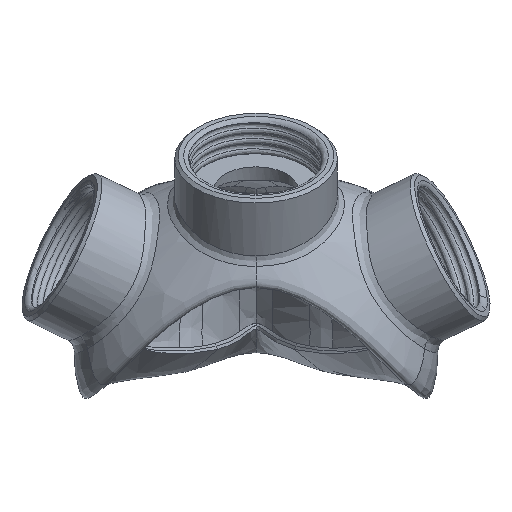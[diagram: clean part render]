
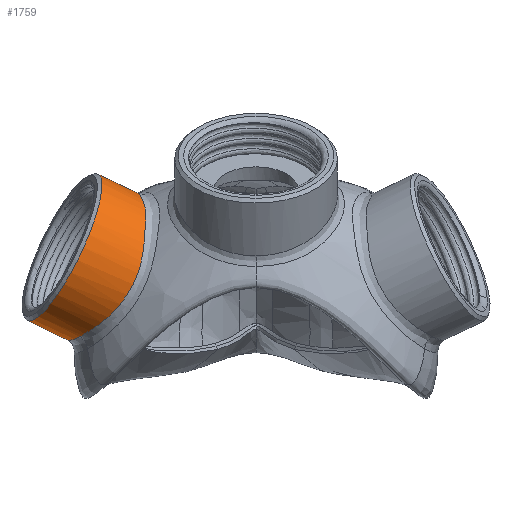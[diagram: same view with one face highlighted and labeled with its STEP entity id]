
A CAD part, front view. The second image highlights one B-rep face of the part: STEP entity #1759.
In plain terms, the highlighted cylindrical face has radius 24 mm (diameter 48 mm), a full revolution.
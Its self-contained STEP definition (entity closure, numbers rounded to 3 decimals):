
#35=LINE('',#4028,#60);
#60=VECTOR('',#1939,24.);
#85=CYLINDRICAL_SURFACE('',#1876,24.);
#104=FACE_OUTER_BOUND('',#209,.T.);
#209=EDGE_LOOP('',(#1163,#1164,#1165,#1166,#1167,#1168));
#342=B_SPLINE_CURVE_WITH_KNOTS('',3,(#3538,#3539,#3540,#3541,#3542,#3543,
#3544,#3545,#3546,#3547,#3548,#3549,#3550,#3551,#3552,#3553,#3554,#3555,
#3556,#3557),.UNSPECIFIED.,.F.,.F.,(4,2,2,2,2,1,1,2,1,1,2,4),(-8.407,
-8.165,-7.966,-7.437,-7.038,
-6.53,-6.276,-6.022,-5.569,
-5.116,-4.209,-3.464),.UNSPECIFIED.);
#343=B_SPLINE_CURVE_WITH_KNOTS('',3,(#3558,#3559,#3560,#3561,#3562,#3563,
#3564,#3565),.UNSPECIFIED.,.F.,.F.,(4,1,1,1,1,4),(-3.464,-3.157,
-2.105,-1.578,-0.526,0.),
 .UNSPECIFIED.);
#348=B_SPLINE_CURVE_WITH_KNOTS('',3,(#3745,#3746,#3747,#3748,#3749,#3750,
#3751,#3752,#3753,#3754,#3755,#3756,#3757,#3758,#3759,#3760,#3761,#3762,
#3763,#3764,#3765,#3766,#3767,#3768,#3769,#3770,#3771,#3772),
 .UNSPECIFIED.,.F.,.F.,(4,1,1,1,1,1,1,2,1,1,2,1,2,2,1,2,2,2,4),(-9.229,
-8.536,-8.305,-7.382,-6.92,
-6.458,-6.227,-5.535,-4.231,
-3.579,-2.927,-2.534,-2.478,
-1.542,-1.468,-0.946,-0.439,
-0.269,0.),.UNSPECIFIED.);
#563=CIRCLE('',#1877,24.);
#607=VERTEX_POINT('',#3494);
#613=VERTEX_POINT('',#3535);
#614=VERTEX_POINT('',#3537);
#620=VERTEX_POINT('',#4026);
#819=EDGE_CURVE('',#613,#614,#342,.T.);
#820=EDGE_CURVE('',#614,#607,#343,.T.);
#825=EDGE_CURVE('',#607,#613,#348,.T.);
#830=EDGE_CURVE('',#620,#620,#563,.T.);
#831=EDGE_CURVE('',#620,#614,#35,.T.);
#1163=ORIENTED_EDGE('',*,*,#830,.F.);
#1164=ORIENTED_EDGE('',*,*,#831,.T.);
#1165=ORIENTED_EDGE('',*,*,#819,.F.);
#1166=ORIENTED_EDGE('',*,*,#825,.F.);
#1167=ORIENTED_EDGE('',*,*,#820,.F.);
#1168=ORIENTED_EDGE('',*,*,#831,.F.);
#1759=ADVANCED_FACE('',(#104),#85,.T.);
#1876=AXIS2_PLACEMENT_3D('',#4025,#1935,#1936);
#1877=AXIS2_PLACEMENT_3D('',#4027,#1937,#1938);
#1935=DIRECTION('center_axis',(-0.875,-0.235,0.423));
#1936=DIRECTION('ref_axis',(-0.259,0.966,0.));
#1937=DIRECTION('center_axis',(-0.875,-0.235,0.423));
#1938=DIRECTION('ref_axis',(-0.259,0.966,0.));
#1939=DIRECTION('',(0.875,0.235,-0.423));
#3494=CARTESIAN_POINT('',(-52.083,27.443,25.903));
#3535=CARTESIAN_POINT('',(-37.492,44.312,68.265));
#3537=CARTESIAN_POINT('',(-34.893,15.503,44.56));
#3538=CARTESIAN_POINT('Ctrl Pts',(-37.492,44.312,68.265));
#3539=CARTESIAN_POINT('Ctrl Pts',(-37.187,43.692,68.345));
#3540=CARTESIAN_POINT('Ctrl Pts',(-36.895,43.06,68.401));
#3541=CARTESIAN_POINT('Ctrl Pts',(-36.396,41.894,68.459));
#3542=CARTESIAN_POINT('Ctrl Pts',(-36.183,41.363,68.469));
#3543=CARTESIAN_POINT('Ctrl Pts',(-35.448,39.396,68.447));
#3544=CARTESIAN_POINT('Ctrl Pts',(-35.023,37.925,68.324));
#3545=CARTESIAN_POINT('Ctrl Pts',(-34.429,35.368,67.9));
#3546=CARTESIAN_POINT('Ctrl Pts',(-34.217,34.269,67.648));
#3547=CARTESIAN_POINT('Ctrl Pts',(-33.758,31.813,66.881));
#3548=CARTESIAN_POINT('Ctrl Pts',(-33.389,29.819,66.026));
#3549=CARTESIAN_POINT('Ctrl Pts',(-32.851,27.4,64.479));
#3550=CARTESIAN_POINT('Ctrl Pts',(-32.6,26.258,63.588));
#3551=CARTESIAN_POINT('Ctrl Pts',(-32.391,24.682,62.326));
#3552=CARTESIAN_POINT('Ctrl Pts',(-32.493,22.665,60.669));
#3553=CARTESIAN_POINT('Ctrl Pts',(-32.806,19.251,56.686));
#3554=CARTESIAN_POINT('Ctrl Pts',(-32.991,17.57,53.096));
#3555=CARTESIAN_POINT('Ctrl Pts',(-33.674,16.126,48.618));
#3556=CARTESIAN_POINT('Ctrl Pts',(-34.178,15.696,46.561));
#3557=CARTESIAN_POINT('Ctrl Pts',(-34.894,15.503,44.559));
#3558=CARTESIAN_POINT('Ctrl Pts',(-34.894,15.503,44.56));
#3559=CARTESIAN_POINT('Ctrl Pts',(-35.189,15.423,43.734));
#3560=CARTESIAN_POINT('Ctrl Pts',(-36.654,15.248,40.122));
#3561=CARTESIAN_POINT('Ctrl Pts',(-39.691,16.127,35.548));
#3562=CARTESIAN_POINT('Ctrl Pts',(-44.654,19.047,30.552));
#3563=CARTESIAN_POINT('Ctrl Pts',(-48.795,22.626,27.648));
#3564=CARTESIAN_POINT('Ctrl Pts',(-51.344,26.183,26.272));
#3565=CARTESIAN_POINT('Ctrl Pts',(-52.083,27.443,25.903));
#3745=CARTESIAN_POINT('Ctrl Pts',(-52.083,27.443,25.903));
#3746=CARTESIAN_POINT('Ctrl Pts',(-53.057,29.101,25.416));
#3747=CARTESIAN_POINT('Ctrl Pts',(-54.124,31.544,24.962));
#3748=CARTESIAN_POINT('Ctrl Pts',(-55.513,36.644,24.672));
#3749=CARTESIAN_POINT('Ctrl Pts',(-55.961,41.346,25.122));
#3750=CARTESIAN_POINT('Ctrl Pts',(-55.707,46.422,26.679));
#3751=CARTESIAN_POINT('Ctrl Pts',(-55.312,49.434,28.113));
#3752=CARTESIAN_POINT('Ctrl Pts',(-54.681,52.759,30.22));
#3753=CARTESIAN_POINT('Ctrl Pts',(-54.153,54.702,31.966));
#3754=CARTESIAN_POINT('Ctrl Pts',(-52.902,58.339,36.217));
#3755=CARTESIAN_POINT('Ctrl Pts',(-51.517,60.764,41.241));
#3756=CARTESIAN_POINT('Ctrl Pts',(-49.279,61.419,48.399));
#3757=CARTESIAN_POINT('Ctrl Pts',(-48.136,60.856,51.992));
#3758=CARTESIAN_POINT('Ctrl Pts',(-47.356,60.044,54.803));
#3759=CARTESIAN_POINT('Ctrl Pts',(-47.053,59.611,55.981));
#3760=CARTESIAN_POINT('Ctrl Pts',(-46.721,59.087,57.126));
#3761=CARTESIAN_POINT('Ctrl Pts',(-45.986,57.902,59.648));
#3762=CARTESIAN_POINT('Ctrl Pts',(-45.104,56.41,61.795));
#3763=CARTESIAN_POINT('Ctrl Pts',(-43.84,54.539,63.597));
#3764=CARTESIAN_POINT('Ctrl Pts',(-43.085,53.418,64.646));
#3765=CARTESIAN_POINT('Ctrl Pts',(-42.229,52.191,65.514));
#3766=CARTESIAN_POINT('Ctrl Pts',(-40.732,49.964,66.734));
#3767=CARTESIAN_POINT('Ctrl Pts',(-39.982,48.804,67.212));
#3768=CARTESIAN_POINT('Ctrl Pts',(-39.024,47.174,67.7));
#3769=CARTESIAN_POINT('Ctrl Pts',(-38.786,46.758,67.81));
#3770=CARTESIAN_POINT('Ctrl Pts',(-38.185,45.673,68.058));
#3771=CARTESIAN_POINT('Ctrl Pts',(-37.829,44.997,68.177));
#3772=CARTESIAN_POINT('Ctrl Pts',(-37.492,44.312,68.265));
#4025=CARTESIAN_POINT('Origin',(-45.673,37.462,46.765));
#4026=CARTESIAN_POINT('',(-50.842,11.23,52.259));
#4027=CARTESIAN_POINT('Origin',(-57.054,34.412,52.259));
#4028=CARTESIAN_POINT('',(-39.461,14.279,46.765));
